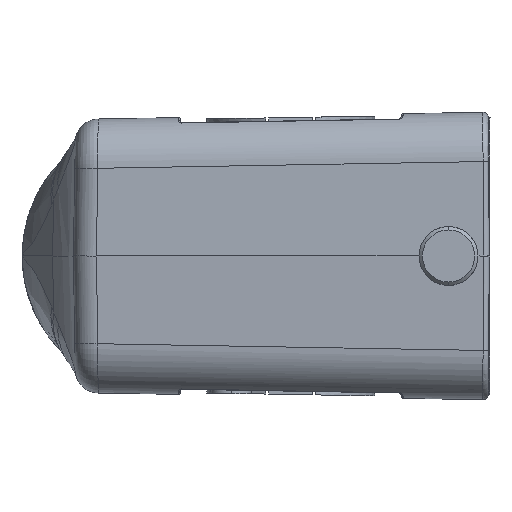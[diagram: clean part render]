
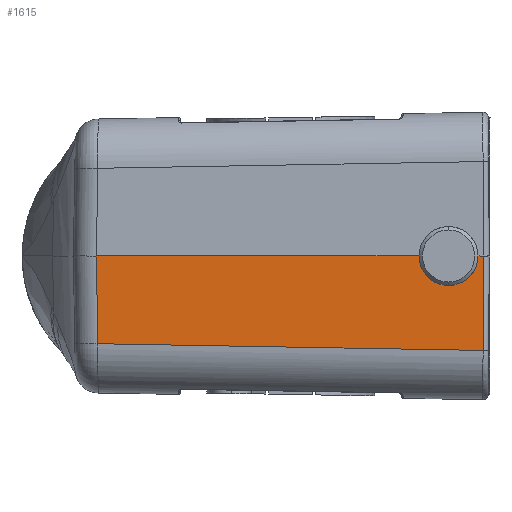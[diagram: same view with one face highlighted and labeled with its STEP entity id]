
A CAD part, left-side view. The second image highlights one B-rep face of the part: STEP entity #1615.
In plain terms, the highlighted planar face has unit normal (-1, 0.018, -0.017).
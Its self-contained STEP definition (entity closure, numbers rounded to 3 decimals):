
#645=B_SPLINE_CURVE_WITH_KNOTS('',3,(#20044,#20045,#20046,#20047),
 .UNSPECIFIED.,.F.,.F.,(4,4),(0.,1.),.UNSPECIFIED.);
#646=B_SPLINE_CURVE_WITH_KNOTS('',3,(#20055,#20056,#20057,#20058,#20059,
#20060),.UNSPECIFIED.,.F.,.F.,(4,2,4),(0.,0.5,1.),.UNSPECIFIED.);
#1095=PLANE('',#9584);
#1615=ADVANCED_FACE('',(#2166),#1095,.T.);
#2166=FACE_OUTER_BOUND('',#2738,.T.);
#2738=EDGE_LOOP('',(#6450,#6451,#6452,#6453,#6454,#6455,#6456));
#3369=LINE('',#19024,#4021);
#3371=LINE('',#19079,#4023);
#3383=LINE('',#20023,#4035);
#3388=LINE('',#20052,#4040);
#3389=LINE('',#20053,#4041);
#4021=VECTOR('',#11336,1.);
#4023=VECTOR('',#11344,1.);
#4035=VECTOR('',#11462,1.);
#4040=VECTOR('',#11485,1.);
#4041=VECTOR('',#11486,1.);
#6450=ORIENTED_EDGE('',*,*,#8719,.F.);
#6451=ORIENTED_EDGE('',*,*,#8601,.F.);
#6452=ORIENTED_EDGE('',*,*,#8595,.F.);
#6453=ORIENTED_EDGE('',*,*,#8708,.F.);
#6454=ORIENTED_EDGE('',*,*,#8720,.F.);
#6455=ORIENTED_EDGE('',*,*,#8721,.F.);
#6456=ORIENTED_EDGE('',*,*,#8716,.F.);
#6718=VERTEX_POINT('',#11926);
#7390=VERTEX_POINT('',#19022);
#7392=VERTEX_POINT('',#19025);
#7394=VERTEX_POINT('',#19080);
#7452=VERTEX_POINT('',#20043);
#7453=VERTEX_POINT('',#20048);
#7454=VERTEX_POINT('',#20054);
#8595=EDGE_CURVE('',#7390,#7392,#3369,.T.);
#8601=EDGE_CURVE('',#7392,#7394,#3371,.T.);
#8708=EDGE_CURVE('',#6718,#7390,#3383,.T.);
#8716=EDGE_CURVE('',#7452,#7453,#645,.T.);
#8719=EDGE_CURVE('',#7394,#7452,#3388,.T.);
#8720=EDGE_CURVE('',#7454,#6718,#3389,.T.);
#8721=EDGE_CURVE('',#7453,#7454,#646,.T.);
#9584=AXIS2_PLACEMENT_3D('',#20061,#11487,#11488);
#11336=DIRECTION('',(0.017,1.,0.017));
#11344=DIRECTION('',(-0.017,0.017,1.));
#11462=DIRECTION('',(0.018,0.008,-1.));
#11485=DIRECTION('',(-0.017,-1.,0.));
#11486=DIRECTION('',(-0.017,-1.,0.));
#11487=DIRECTION('',(-1.,0.017,-0.017));
#11488=DIRECTION('',(-0.017,-1.,0.));
#11926=CARTESIAN_POINT('',(-59.989,70.614,0.));
#19022=CARTESIAN_POINT('',(-59.741,70.734,-14.119));
#19024=CARTESIAN_POINT('',(-59.741,70.734,-14.119));
#19025=CARTESIAN_POINT('',(-58.753,128.333,-13.114));
#19079=CARTESIAN_POINT('',(-58.753,128.333,-13.114));
#19080=CARTESIAN_POINT('',(-58.978,128.562,0.));
#20023=CARTESIAN_POINT('',(-59.989,70.614,0.));
#20043=CARTESIAN_POINT('',(-59.82,80.3,0.));
#20044=CARTESIAN_POINT('',(-59.82,80.3,0.));
#20045=CARTESIAN_POINT('',(-59.778,80.3,-2.43));
#20046=CARTESIAN_POINT('',(-59.778,78.33,-4.4));
#20047=CARTESIAN_POINT('',(-59.82,75.9,-4.4));
#20048=CARTESIAN_POINT('',(-59.82,75.9,-4.4));
#20052=CARTESIAN_POINT('',(-58.978,128.562,0.));
#20053=CARTESIAN_POINT('',(-59.974,71.5,0.));
#20054=CARTESIAN_POINT('',(-59.974,71.5,0.));
#20055=CARTESIAN_POINT('',(-59.82,75.9,-4.4));
#20056=CARTESIAN_POINT('',(-59.834,75.116,-4.4));
#20057=CARTESIAN_POINT('',(-59.859,73.863,-4.186));
#20058=CARTESIAN_POINT('',(-59.935,71.714,-2.037));
#20059=CARTESIAN_POINT('',(-59.96,71.5,-0.784));
#20060=CARTESIAN_POINT('',(-59.974,71.5,0.));
#20061=CARTESIAN_POINT('',(-60.049,70.,2.835));
